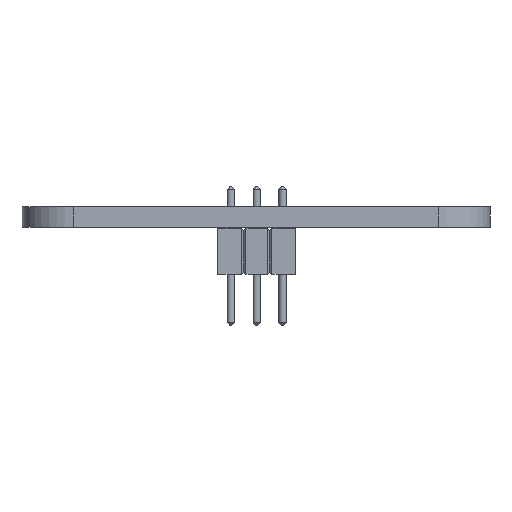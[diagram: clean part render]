
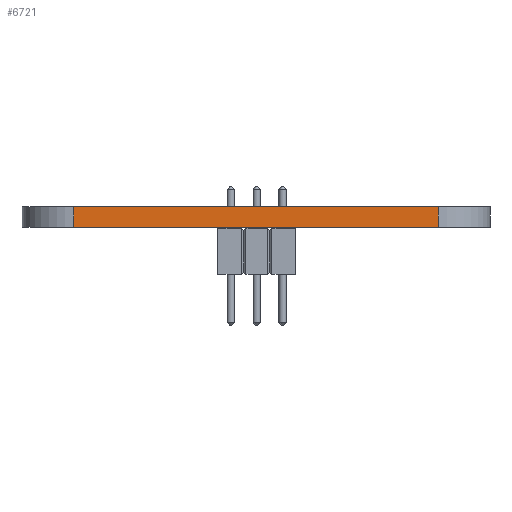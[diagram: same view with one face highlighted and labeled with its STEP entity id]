
A CAD part, front view. The second image highlights one B-rep face of the part: STEP entity #6721.
In plain terms, the highlighted planar face has unit normal (0, -1, 0).
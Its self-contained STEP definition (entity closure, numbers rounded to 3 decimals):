
#2980 = PLANE('',#2981);
#2981 = AXIS2_PLACEMENT_3D('',#2982,#2983,#2984);
#2982 = CARTESIAN_POINT('',(143.161,-97.266,1.6));
#2983 = DIRECTION('',(0.,0.,1.));
#2984 = DIRECTION('',(1.,0.,-0.));
#3035 = PLANE('',#3036);
#3036 = AXIS2_PLACEMENT_3D('',#3037,#3038,#3039);
#3037 = CARTESIAN_POINT('',(143.161,-97.266,0.));
#3038 = DIRECTION('',(0.,0.,1.));
#3039 = DIRECTION('',(1.,0.,-0.));
#3090 = CYLINDRICAL_SURFACE('',#3091,4.);
#3091 = AXIS2_PLACEMENT_3D('',#3092,#3093,#3094);
#3092 = CARTESIAN_POINT('',(157.2,-104.8,0.));
#3093 = DIRECTION('',(-0.,-0.,-1.));
#3094 = DIRECTION('',(1.,0.,-0.));
#3427 = VERTEX_POINT('',#3428);
#3428 = CARTESIAN_POINT('',(129.1,-108.8,0.));
#3443 = CYLINDRICAL_SURFACE('',#3444,3.9);
#3444 = AXIS2_PLACEMENT_3D('',#3445,#3446,#3447);
#3445 = CARTESIAN_POINT('',(129.1,-104.9,0.));
#3446 = DIRECTION('',(-0.,-0.,-1.));
#3447 = DIRECTION('',(1.,0.,-0.));
#3455 = EDGE_CURVE('',#3456,#3427,#3458,.T.);
#3456 = VERTEX_POINT('',#3457);
#3457 = CARTESIAN_POINT('',(157.2,-108.8,0.));
#3458 = SURFACE_CURVE('',#3459,(#3463,#3470),.PCURVE_S1.);
#3459 = LINE('',#3460,#3461);
#3460 = CARTESIAN_POINT('',(157.2,-108.8,0.));
#3461 = VECTOR('',#3462,1.);
#3462 = DIRECTION('',(-1.,0.,0.));
#3463 = PCURVE('',#3035,#3464);
#3464 = DEFINITIONAL_REPRESENTATION('',(#3465),#3469);
#3465 = LINE('',#3466,#3467);
#3466 = CARTESIAN_POINT('',(14.039,-11.534));
#3467 = VECTOR('',#3468,1.);
#3468 = DIRECTION('',(-1.,0.));
#3469 = ( GEOMETRIC_REPRESENTATION_CONTEXT(2) 
PARAMETRIC_REPRESENTATION_CONTEXT() REPRESENTATION_CONTEXT('2D SPACE',''
  ) );
#3470 = PCURVE('',#3471,#3476);
#3471 = PLANE('',#3472);
#3472 = AXIS2_PLACEMENT_3D('',#3473,#3474,#3475);
#3473 = CARTESIAN_POINT('',(157.2,-108.8,0.));
#3474 = DIRECTION('',(0.,-1.,0.));
#3475 = DIRECTION('',(-1.,0.,0.));
#3476 = DEFINITIONAL_REPRESENTATION('',(#3477),#3481);
#3477 = LINE('',#3478,#3479);
#3478 = CARTESIAN_POINT('',(0.,0.));
#3479 = VECTOR('',#3480,1.);
#3480 = DIRECTION('',(1.,0.));
#3481 = ( GEOMETRIC_REPRESENTATION_CONTEXT(2) 
PARAMETRIC_REPRESENTATION_CONTEXT() REPRESENTATION_CONTEXT('2D SPACE',''
  ) );
#5279 = VERTEX_POINT('',#5280);
#5280 = CARTESIAN_POINT('',(129.1,-108.8,1.6));
#5302 = EDGE_CURVE('',#5303,#5279,#5305,.T.);
#5303 = VERTEX_POINT('',#5304);
#5304 = CARTESIAN_POINT('',(157.2,-108.8,1.6));
#5305 = SURFACE_CURVE('',#5306,(#5310,#5317),.PCURVE_S1.);
#5306 = LINE('',#5307,#5308);
#5307 = CARTESIAN_POINT('',(157.2,-108.8,1.6));
#5308 = VECTOR('',#5309,1.);
#5309 = DIRECTION('',(-1.,0.,0.));
#5310 = PCURVE('',#2980,#5311);
#5311 = DEFINITIONAL_REPRESENTATION('',(#5312),#5316);
#5312 = LINE('',#5313,#5314);
#5313 = CARTESIAN_POINT('',(14.039,-11.534));
#5314 = VECTOR('',#5315,1.);
#5315 = DIRECTION('',(-1.,0.));
#5316 = ( GEOMETRIC_REPRESENTATION_CONTEXT(2) 
PARAMETRIC_REPRESENTATION_CONTEXT() REPRESENTATION_CONTEXT('2D SPACE',''
  ) );
#5317 = PCURVE('',#3471,#5318);
#5318 = DEFINITIONAL_REPRESENTATION('',(#5319),#5323);
#5319 = LINE('',#5320,#5321);
#5320 = CARTESIAN_POINT('',(0.,-1.6));
#5321 = VECTOR('',#5322,1.);
#5322 = DIRECTION('',(1.,0.));
#5323 = ( GEOMETRIC_REPRESENTATION_CONTEXT(2) 
PARAMETRIC_REPRESENTATION_CONTEXT() REPRESENTATION_CONTEXT('2D SPACE',''
  ) );
#6671 = EDGE_CURVE('',#3456,#5303,#6672,.T.);
#6672 = SURFACE_CURVE('',#6673,(#6677,#6684),.PCURVE_S1.);
#6673 = LINE('',#6674,#6675);
#6674 = CARTESIAN_POINT('',(157.2,-108.8,0.));
#6675 = VECTOR('',#6676,1.);
#6676 = DIRECTION('',(0.,0.,1.));
#6677 = PCURVE('',#3090,#6678);
#6678 = DEFINITIONAL_REPRESENTATION('',(#6679),#6683);
#6679 = LINE('',#6680,#6681);
#6680 = CARTESIAN_POINT('',(-4.712,0.));
#6681 = VECTOR('',#6682,1.);
#6682 = DIRECTION('',(-0.,-1.));
#6683 = ( GEOMETRIC_REPRESENTATION_CONTEXT(2) 
PARAMETRIC_REPRESENTATION_CONTEXT() REPRESENTATION_CONTEXT('2D SPACE',''
  ) );
#6684 = PCURVE('',#3471,#6685);
#6685 = DEFINITIONAL_REPRESENTATION('',(#6686),#6690);
#6686 = LINE('',#6687,#6688);
#6687 = CARTESIAN_POINT('',(0.,0.));
#6688 = VECTOR('',#6689,1.);
#6689 = DIRECTION('',(0.,-1.));
#6690 = ( GEOMETRIC_REPRESENTATION_CONTEXT(2) 
PARAMETRIC_REPRESENTATION_CONTEXT() REPRESENTATION_CONTEXT('2D SPACE',''
  ) );
#6721 = ADVANCED_FACE('',(#6722),#3471,.T.);
#6722 = FACE_BOUND('',#6723,.T.);
#6723 = EDGE_LOOP('',(#6724,#6725,#6726,#6747));
#6724 = ORIENTED_EDGE('',*,*,#6671,.T.);
#6725 = ORIENTED_EDGE('',*,*,#5302,.T.);
#6726 = ORIENTED_EDGE('',*,*,#6727,.F.);
#6727 = EDGE_CURVE('',#3427,#5279,#6728,.T.);
#6728 = SURFACE_CURVE('',#6729,(#6733,#6740),.PCURVE_S1.);
#6729 = LINE('',#6730,#6731);
#6730 = CARTESIAN_POINT('',(129.1,-108.8,0.));
#6731 = VECTOR('',#6732,1.);
#6732 = DIRECTION('',(0.,0.,1.));
#6733 = PCURVE('',#3471,#6734);
#6734 = DEFINITIONAL_REPRESENTATION('',(#6735),#6739);
#6735 = LINE('',#6736,#6737);
#6736 = CARTESIAN_POINT('',(28.1,0.));
#6737 = VECTOR('',#6738,1.);
#6738 = DIRECTION('',(0.,-1.));
#6739 = ( GEOMETRIC_REPRESENTATION_CONTEXT(2) 
PARAMETRIC_REPRESENTATION_CONTEXT() REPRESENTATION_CONTEXT('2D SPACE',''
  ) );
#6740 = PCURVE('',#3443,#6741);
#6741 = DEFINITIONAL_REPRESENTATION('',(#6742),#6746);
#6742 = LINE('',#6743,#6744);
#6743 = CARTESIAN_POINT('',(-4.712,0.));
#6744 = VECTOR('',#6745,1.);
#6745 = DIRECTION('',(-0.,-1.));
#6746 = ( GEOMETRIC_REPRESENTATION_CONTEXT(2) 
PARAMETRIC_REPRESENTATION_CONTEXT() REPRESENTATION_CONTEXT('2D SPACE',''
  ) );
#6747 = ORIENTED_EDGE('',*,*,#3455,.F.);
